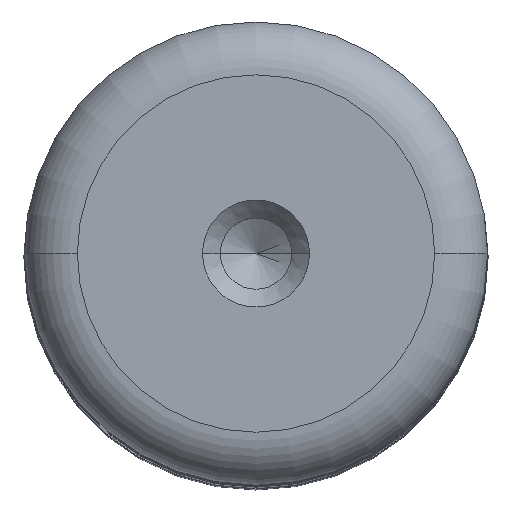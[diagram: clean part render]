
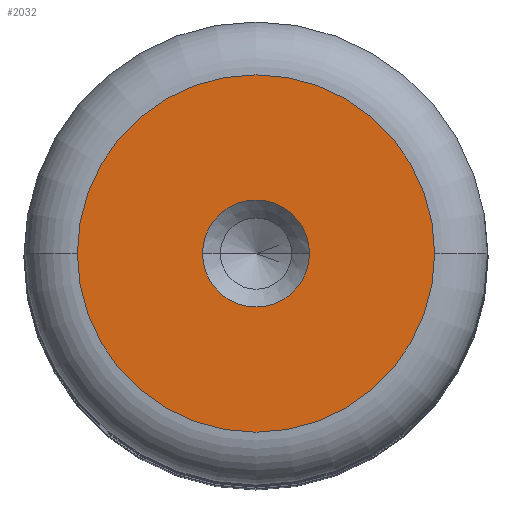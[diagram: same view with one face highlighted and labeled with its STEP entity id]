
A CAD part, top view. The second image highlights one B-rep face of the part: STEP entity #2032.
In plain terms, the highlighted planar face has unit normal (0, 0, 1).
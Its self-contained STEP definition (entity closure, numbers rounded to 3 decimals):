
#45 = VERTEX_POINT ( 'NONE', #1569 ) ;
#58 = CIRCLE ( 'NONE', #1500, 5.011 ) ;
#260 = ORIENTED_EDGE ( 'NONE', *, *, #1685, .T. ) ;
#362 = EDGE_LOOP ( 'NONE', ( #2122, #653 ) ) ;
#370 = FACE_OUTER_BOUND ( 'NONE', #1630, .T. ) ;
#385 = CARTESIAN_POINT ( 'NONE',  ( 0., 0., 70. ) ) ;
#439 = VERTEX_POINT ( 'NONE', #2066 ) ;
#465 = ORIENTED_EDGE ( 'NONE', *, *, #884, .T. ) ;
#551 = CARTESIAN_POINT ( 'NONE',  ( 5.011, 0., 70. ) ) ;
#556 = DIRECTION ( 'NONE',  ( 1., 0., 0. ) ) ;
#636 = DIRECTION ( 'NONE',  ( 1., 0., 0. ) ) ;
#653 = ORIENTED_EDGE ( 'NONE', *, *, #2071, .F. ) ;
#735 = CARTESIAN_POINT ( 'NONE',  ( 0., 0., 70. ) ) ;
#753 = AXIS2_PLACEMENT_3D ( 'NONE', #735, #2082, #1066 ) ;
#768 = AXIS2_PLACEMENT_3D ( 'NONE', #1252, #1644, #636 ) ;
#783 = EDGE_CURVE ( 'NONE', #851, #45, #1801, .T. ) ;
#851 = VERTEX_POINT ( 'NONE', #1928 ) ;
#857 = FACE_BOUND ( 'NONE', #362, .T. ) ;
#884 = EDGE_CURVE ( 'NONE', #1134, #439, #1130, .T. ) ;
#909 = CARTESIAN_POINT ( 'NONE',  ( 0., 0., 70. ) ) ;
#940 = DIRECTION ( 'NONE',  ( 0., 0., 1. ) ) ;
#955 = AXIS2_PLACEMENT_3D ( 'NONE', #909, #2099, #1085 ) ;
#1066 = DIRECTION ( 'NONE',  ( 1., 0., 0. ) ) ;
#1085 = DIRECTION ( 'NONE',  ( 1., 0., 0. ) ) ;
#1130 = CIRCLE ( 'NONE', #768, 5.011 ) ;
#1134 = VERTEX_POINT ( 'NONE', #551 ) ;
#1252 = CARTESIAN_POINT ( 'NONE',  ( 0., 0., 70. ) ) ;
#1395 = PLANE ( 'NONE',  #753 ) ;
#1500 = AXIS2_PLACEMENT_3D ( 'NONE', #1960, #940, #2133 ) ;
#1555 = DIRECTION ( 'NONE',  ( 0., 0., 1. ) ) ;
#1569 = CARTESIAN_POINT ( 'NONE',  ( -1.5, 0., 70. ) ) ;
#1630 = EDGE_LOOP ( 'NONE', ( #465, #260 ) ) ;
#1644 = DIRECTION ( 'NONE',  ( 0., 0., 1. ) ) ;
#1685 = EDGE_CURVE ( 'NONE', #439, #1134, #58, .T. ) ;
#1801 = CIRCLE ( 'NONE', #1811, 1.5 ) ;
#1811 = AXIS2_PLACEMENT_3D ( 'NONE', #385, #1555, #556 ) ;
#1928 = CARTESIAN_POINT ( 'NONE',  ( 1.5, 0., 70. ) ) ;
#1960 = CARTESIAN_POINT ( 'NONE',  ( 0., 0., 70. ) ) ;
#2032 = ADVANCED_FACE ( 'NONE', ( #857, #370 ), #1395, .T. ) ;
#2066 = CARTESIAN_POINT ( 'NONE',  ( -5.011, 0., 70. ) ) ;
#2071 = EDGE_CURVE ( 'NONE', #45, #851, #2114, .T. ) ;
#2082 = DIRECTION ( 'NONE',  ( 0., 0., 1. ) ) ;
#2099 = DIRECTION ( 'NONE',  ( 0., 0., 1. ) ) ;
#2114 = CIRCLE ( 'NONE', #955, 1.5 ) ;
#2122 = ORIENTED_EDGE ( 'NONE', *, *, #783, .F. ) ;
#2133 = DIRECTION ( 'NONE',  ( 1., 0., 0. ) ) ;
